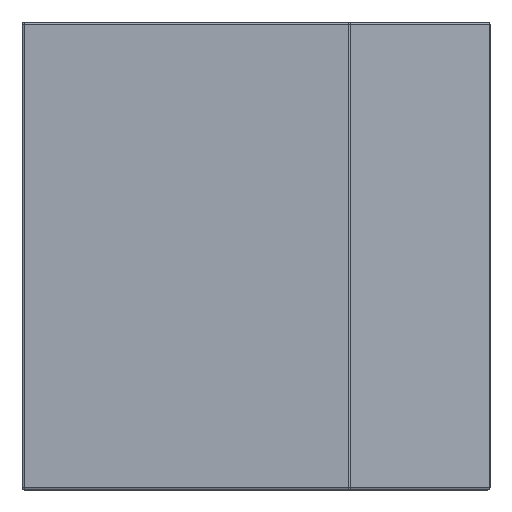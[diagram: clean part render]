
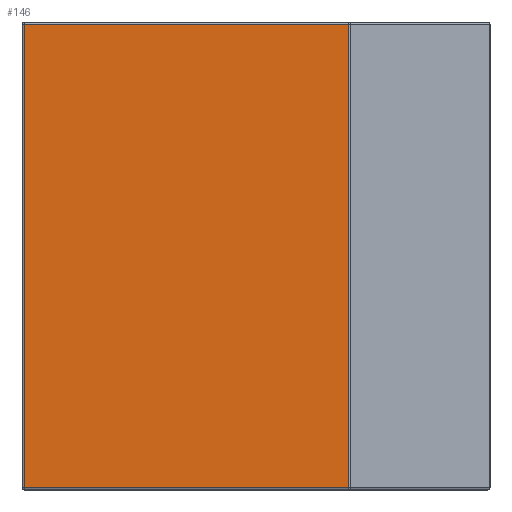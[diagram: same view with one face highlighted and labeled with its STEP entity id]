
A CAD part, left-side view. The second image highlights one B-rep face of the part: STEP entity #146.
In plain terms, the highlighted planar face has unit normal (-1, 0, 0).
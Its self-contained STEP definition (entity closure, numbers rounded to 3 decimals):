
#62 = LINE ( 'NONE', #626, #1396 ) ;
#106 = ORIENTED_EDGE ( 'NONE', *, *, #1708, .T. ) ;
#146 = ADVANCED_FACE ( 'NONE', ( #1326 ), #2235, .F. ) ;
#200 = DIRECTION ( 'NONE',  ( 0., 1., 0. ) ) ;
#206 = LINE ( 'NONE', #1997, #1787 ) ;
#274 = DIRECTION ( 'NONE',  ( 0., -1., 0. ) ) ;
#321 = DIRECTION ( 'NONE',  ( 0., 0., -1. ) ) ;
#325 = EDGE_CURVE ( 'NONE', #1208, #2219, #2140, .T. ) ;
#361 = CARTESIAN_POINT ( 'NONE',  ( 0., 12.083, 40. ) ) ;
#626 = CARTESIAN_POINT ( 'NONE',  ( 0., 12.083, 0.2 ) ) ;
#726 = CARTESIAN_POINT ( 'NONE',  ( 0., 39.8, 40. ) ) ;
#779 = CARTESIAN_POINT ( 'NONE',  ( 0., 39.8, 0.2 ) ) ;
#932 = VECTOR ( 'NONE', #321, 1000. ) ;
#939 = DIRECTION ( 'NONE',  ( 0., 0., 1. ) ) ;
#971 = CARTESIAN_POINT ( 'NONE',  ( 0., 12.083, 39.8 ) ) ;
#1190 = VECTOR ( 'NONE', #939, 1000. ) ;
#1208 = VERTEX_POINT ( 'NONE', #1951 ) ;
#1312 = EDGE_CURVE ( 'NONE', #2219, #2279, #206, .T. ) ;
#1317 = DIRECTION ( 'NONE',  ( 1., 0., 0. ) ) ;
#1326 = FACE_OUTER_BOUND ( 'NONE', #2453, .T. ) ;
#1396 = VECTOR ( 'NONE', #274, 1000. ) ;
#1440 = AXIS2_PLACEMENT_3D ( 'NONE', #1732, #1317, #200 ) ;
#1550 = CARTESIAN_POINT ( 'NONE',  ( 0., 39.8, 39.8 ) ) ;
#1708 = EDGE_CURVE ( 'NONE', #2118, #1208, #62, .T. ) ;
#1732 = CARTESIAN_POINT ( 'NONE',  ( 0., 12., 40. ) ) ;
#1787 = VECTOR ( 'NONE', #2191, 1000. ) ;
#1800 = ORIENTED_EDGE ( 'NONE', *, *, #325, .T. ) ;
#1821 = LINE ( 'NONE', #726, #932 ) ;
#1926 = ORIENTED_EDGE ( 'NONE', *, *, #1968, .T. ) ;
#1951 = CARTESIAN_POINT ( 'NONE',  ( 0., 12.083, 0.2 ) ) ;
#1968 = EDGE_CURVE ( 'NONE', #2279, #2118, #1821, .T. ) ;
#1997 = CARTESIAN_POINT ( 'NONE',  ( 0., 12., 39.8 ) ) ;
#2118 = VERTEX_POINT ( 'NONE', #779 ) ;
#2140 = LINE ( 'NONE', #361, #1190 ) ;
#2176 = ORIENTED_EDGE ( 'NONE', *, *, #1312, .T. ) ;
#2191 = DIRECTION ( 'NONE',  ( 0., 1., 0. ) ) ;
#2219 = VERTEX_POINT ( 'NONE', #971 ) ;
#2235 = PLANE ( 'NONE',  #1440 ) ;
#2279 = VERTEX_POINT ( 'NONE', #1550 ) ;
#2453 = EDGE_LOOP ( 'NONE', ( #1926, #106, #1800, #2176 ) ) ;
